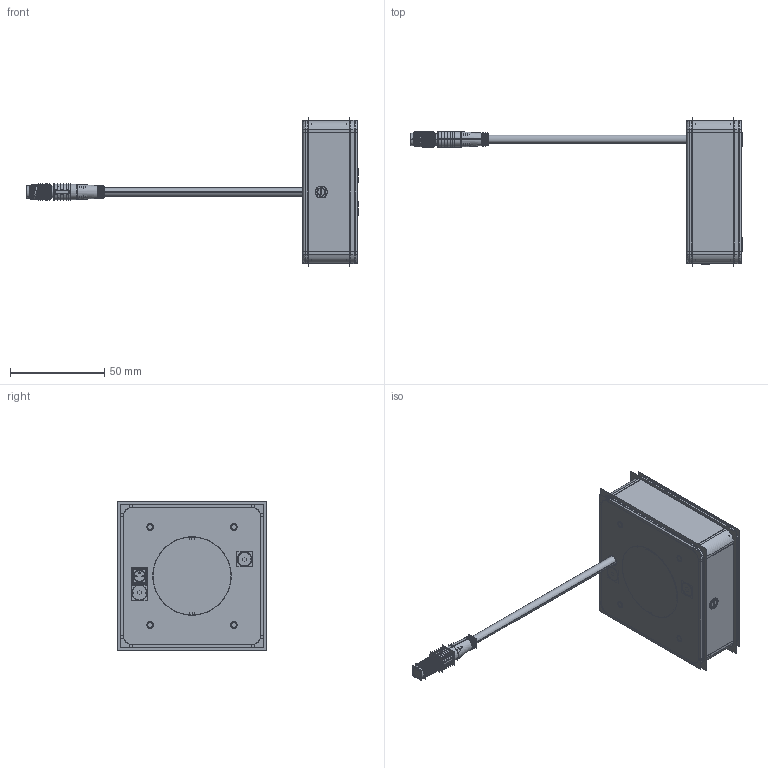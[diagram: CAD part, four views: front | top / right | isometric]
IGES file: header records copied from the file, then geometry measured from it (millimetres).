
Start section:  PTC IGES file: 194520.igs
Global section: file name: 194520.igs; native system: Creo Parametric by Parametric Technology Corporation; preprocessor: 2016100; author: pdmadmin; organization: Unknown; date: 20160927.130553; units: millimetre
Bounding box: 176.38 x 79.25 x 79.25 mm (x, y, z)
Volume: 73624.1 mm3; surface area: 345001.4 mm2
Topology: 17 solids, 21 shells, 4576 faces, 23870 edges, 29888 vertices
Faces by surface type: bspline 2838, revolution 1738
